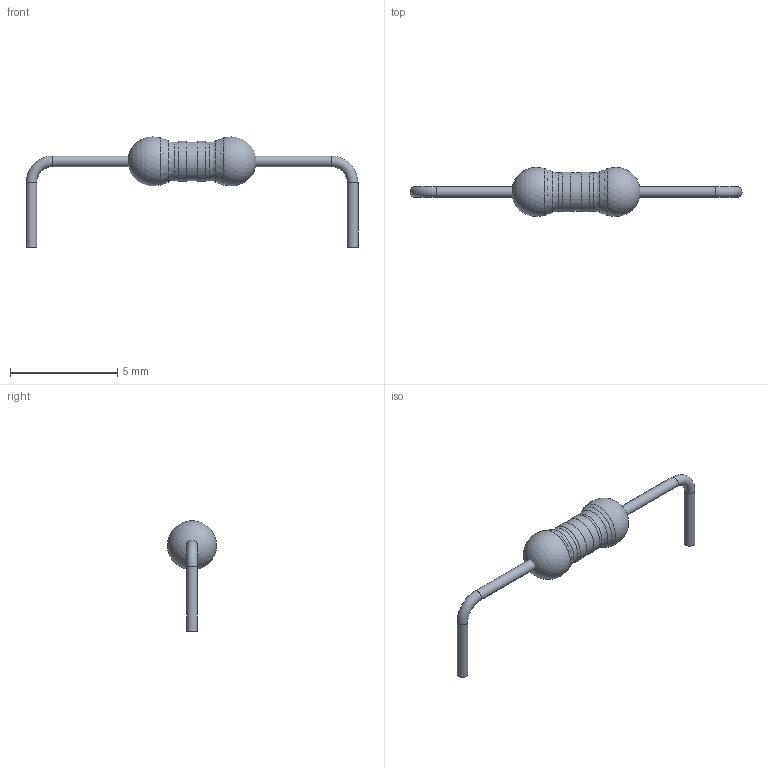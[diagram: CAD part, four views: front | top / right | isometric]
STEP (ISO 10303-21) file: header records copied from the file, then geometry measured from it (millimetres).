
FILE_DESCRIPTION(('FreeCAD Model'),'2;1');
FILE_NAME('Open CASCADE Shape Model','2023-02-18T13:39:27',(''),(''), 'Open CASCADE STEP processor 7.6','FreeCAD','Unknown');
FILE_SCHEMA(('AUTOMOTIVE_DESIGN { 1 0 10303 214 1 1 1 1 }'));
Length unit declared in the file: millimetre
Products named in the file (7): Resistor-1_4w-220ohm; Resistor-body; Ring-1; Ring-2; Ring-3; Ring-4; pins
Assembly tree (6 placements, depth 2):
  Resistor-1_4w-220ohm
    Resistor-body
    Ring-1
    Ring-2
    Ring-3
    Ring-4
    pins
Bounding box: 15.5 x 2.3 x 5.14 mm (x, y, z)
Volume: 23.1 mm3; surface area: 100.1 mm2
Topology: 6 solids, 6 shells, 28 faces, 50 edges, 28 vertices
Faces by surface type: cylinder 8, cone 8, plane 6, revolution 2, sphere 2, torus 2
Full cylindrical faces by diameter (mm): 0.5 x3, 1.56 x2, 1.8 x1, 1.86 x2
Entity records: 919 total; most frequent: DIRECTION 151, CARTESIAN_POINT 114, ORIENTED_EDGE 96, AXIS2_PLACEMENT_3D 67, EDGE_CURVE 48, CIRCLE 34, FACE_BOUND 32, EDGE_LOOP 32
